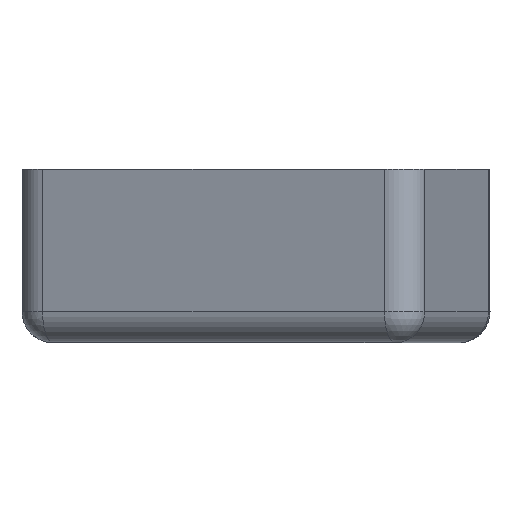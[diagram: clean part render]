
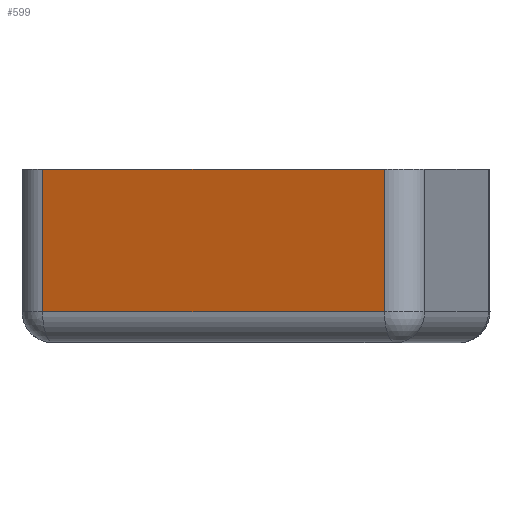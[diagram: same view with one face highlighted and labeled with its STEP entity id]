
A CAD part, left-side view. The second image highlights one B-rep face of the part: STEP entity #599.
In plain terms, the highlighted planar face has unit normal (-0.941, 0.339, 0).
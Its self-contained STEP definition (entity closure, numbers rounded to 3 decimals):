
#263=CARTESIAN_POINT('',(-23.628,-53.869,24.3));
#264=VERTEX_POINT('',#263);
#272=CARTESIAN_POINT('',(-28.378,-67.058,24.3));
#273=VERTEX_POINT('',#272);
#274=CARTESIAN_POINT('',(-23.628,-53.869,24.3));
#275=DIRECTION('',(-0.339,-0.941,0.));
#276=VECTOR('',#275,14.019);
#277=LINE('',#274,#276);
#278=EDGE_CURVE('',#264,#273,#277,.T.);
#569=CARTESIAN_POINT('',(-15.946,-32.538,41.9));
#570=DIRECTION('',(-0.941,0.339,0.));
#571=DIRECTION('',(0.339,0.941,0.));
#572=AXIS2_PLACEMENT_3D('',#569,#570,#571);
#573=PLANE('',#572);
#574=ORIENTED_EDGE('',*,*,#278,.F.);
#575=CARTESIAN_POINT('',(-23.628,-53.869,18.8));
#576=VERTEX_POINT('',#575);
#577=CARTESIAN_POINT('',(-23.628,-53.869,24.3));
#578=DIRECTION('',(-0.,-0.,-1.));
#579=VECTOR('',#578,5.5);
#580=LINE('',#577,#579);
#581=EDGE_CURVE('',#264,#576,#580,.T.);
#582=ORIENTED_EDGE('',*,*,#581,.T.);
#583=CARTESIAN_POINT('',(-28.378,-67.058,18.8));
#584=VERTEX_POINT('',#583);
#585=CARTESIAN_POINT('',(-23.628,-53.869,18.8));
#586=DIRECTION('',(-0.339,-0.941,-0.));
#587=VECTOR('',#586,14.019);
#588=LINE('',#585,#587);
#589=EDGE_CURVE('',#576,#584,#588,.T.);
#590=ORIENTED_EDGE('',*,*,#589,.T.);
#591=CARTESIAN_POINT('',(-28.378,-67.058,18.8));
#592=DIRECTION('',(0.,-0.,1.));
#593=VECTOR('',#592,5.5);
#594=LINE('',#591,#593);
#595=EDGE_CURVE('',#584,#273,#594,.T.);
#596=ORIENTED_EDGE('',*,*,#595,.T.);
#597=EDGE_LOOP('',(#574,#582,#590,#596));
#598=FACE_BOUND('',#597,.T.);
#599=ADVANCED_FACE('',(#598),#573,.T.);
